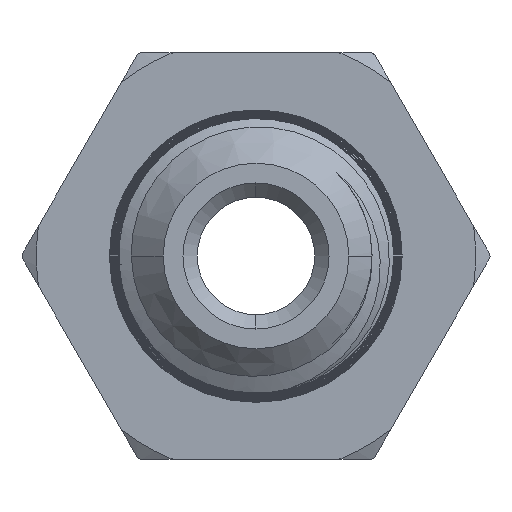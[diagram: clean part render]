
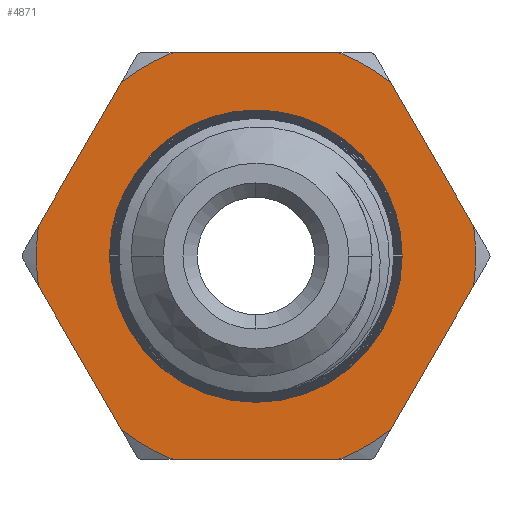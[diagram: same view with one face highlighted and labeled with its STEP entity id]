
A CAD part, left-side view. The second image highlights one B-rep face of the part: STEP entity #4871.
In plain terms, the highlighted planar face has unit normal (-1, 0, 0).
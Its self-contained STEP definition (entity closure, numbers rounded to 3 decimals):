
#285=CARTESIAN_POINT('',(-2.,0.,0.));
#286=DIRECTION('',(-1.,0.,0.));
#287=DIRECTION('',(0.,0.991,0.136));
#288=AXIS2_PLACEMENT_3D('',#285,#286,#287);
#314=CARTESIAN_POINT('',(-2.,0.,0.));
#315=DIRECTION('',(-1.,0.,0.));
#316=DIRECTION('',(0.,-0.991,-0.136));
#317=AXIS2_PLACEMENT_3D('',#314,#315,#316);
#435=CARTESIAN_POINT('',(-2.,0.,0.));
#436=DIRECTION('',(-1.,0.,0.));
#437=DIRECTION('',(0.,1.,0.));
#438=AXIS2_PLACEMENT_3D('',#435,#436,#437);
#440=CARTESIAN_POINT('',(-2.,0.,0.));
#441=DIRECTION('',(1.,0.,0.));
#442=DIRECTION('',(0.,1.,0.));
#443=AXIS2_PLACEMENT_3D('',#440,#441,#442);
#445=DIRECTION('',(0.,0.5,-0.866));
#446=VECTOR('',#445,5.792);
#447=CARTESIAN_POINT('',(-2.,4.701,6.058));
#448=LINE('',#447,#446);
#449=CARTESIAN_POINT('',(-2.,0.,0.));
#450=DIRECTION('',(-1.,0.,0.));
#451=DIRECTION('',(0.,0.378,0.926));
#452=AXIS2_PLACEMENT_3D('',#449,#450,#451);
#454=DIRECTION('',(0.,1.,0.));
#455=VECTOR('',#454,5.792);
#456=CARTESIAN_POINT('',(-2.,-2.896,7.1));
#457=LINE('',#456,#455);
#458=CARTESIAN_POINT('',(-2.,0.,0.));
#459=DIRECTION('',(-1.,0.,0.));
#460=DIRECTION('',(0.,-0.613,0.79));
#461=AXIS2_PLACEMENT_3D('',#458,#459,#460);
#463=DIRECTION('',(0.,0.5,0.866));
#464=VECTOR('',#463,5.792);
#465=CARTESIAN_POINT('',(-2.,-7.597,1.042));
#466=LINE('',#465,#464);
#467=DIRECTION('',(0.,-0.5,0.866));
#468=VECTOR('',#467,5.792);
#469=CARTESIAN_POINT('',(-2.,-4.701,-6.058));
#470=LINE('',#469,#468);
#471=CARTESIAN_POINT('',(-2.,0.,0.));
#472=DIRECTION('',(-1.,0.,0.));
#473=DIRECTION('',(0.,-0.378,-0.926));
#474=AXIS2_PLACEMENT_3D('',#471,#472,#473);
#476=DIRECTION('',(0.,-1.,0.));
#477=VECTOR('',#476,5.792);
#478=CARTESIAN_POINT('',(-2.,2.896,-7.1));
#479=LINE('',#478,#477);
#480=CARTESIAN_POINT('',(-2.,0.,0.));
#481=DIRECTION('',(-1.,0.,0.));
#482=DIRECTION('',(0.,0.613,-0.79));
#483=AXIS2_PLACEMENT_3D('',#480,#481,#482);
#485=DIRECTION('',(0.,-0.5,-0.866));
#486=VECTOR('',#485,5.792);
#487=CARTESIAN_POINT('',(-2.,7.597,-1.042));
#488=LINE('',#487,#486);
#4272=CARTESIAN_POINT('',(-2.,4.701,-6.058));
#4273=CARTESIAN_POINT('',(-2.,2.896,-7.1));
#4274=VERTEX_POINT('',#4272);
#4275=VERTEX_POINT('',#4273);
#4276=CARTESIAN_POINT('',(-2.,-2.896,-7.1));
#4277=CARTESIAN_POINT('',(-2.,-4.701,-6.058));
#4278=VERTEX_POINT('',#4276);
#4279=VERTEX_POINT('',#4277);
#4280=CARTESIAN_POINT('',(-2.,-4.701,6.058));
#4281=CARTESIAN_POINT('',(-2.,-2.896,7.1));
#4282=VERTEX_POINT('',#4280);
#4283=VERTEX_POINT('',#4281);
#4284=CARTESIAN_POINT('',(-2.,2.896,7.1));
#4285=CARTESIAN_POINT('',(-2.,4.701,6.058));
#4286=VERTEX_POINT('',#4284);
#4287=VERTEX_POINT('',#4285);
#4288=CARTESIAN_POINT('',(-2.,-7.597,-1.042));
#4289=VERTEX_POINT('',#4288);
#4290=CARTESIAN_POINT('',(-2.,-7.597,1.042));
#4291=VERTEX_POINT('',#4290);
#4292=CARTESIAN_POINT('',(-2.,7.597,1.042));
#4293=VERTEX_POINT('',#4292);
#4294=CARTESIAN_POINT('',(-2.,7.597,-1.042));
#4295=VERTEX_POINT('',#4294);
#4352=CARTESIAN_POINT('',(-2.,3.894,0.));
#4354=VERTEX_POINT('',#4352);
#4356=CARTESIAN_POINT('',(-2.,-3.894,0.));
#4358=VERTEX_POINT('',#4356);
#4844=CARTESIAN_POINT('',(-2.,0.,0.));
#4845=DIRECTION('',(-1.,0.,0.));
#4846=DIRECTION('',(0.,-1.,0.));
#4847=AXIS2_PLACEMENT_3D('',#4844,#4845,#4846);
#4848=PLANE('',#4847);
#4849=ORIENTED_EDGE('',*,*,#4670,.F.);
#4851=ORIENTED_EDGE('',*,*,#4850,.F.);
#4852=ORIENTED_EDGE('',*,*,#4654,.F.);
#4853=ORIENTED_EDGE('',*,*,#4761,.F.);
#4854=ORIENTED_EDGE('',*,*,#4731,.F.);
#4855=ORIENTED_EDGE('',*,*,#4792,.F.);
#4856=ORIENTED_EDGE('',*,*,#4715,.F.);
#4857=ORIENTED_EDGE('',*,*,#4823,.F.);
#4858=ORIENTED_EDGE('',*,*,#4699,.F.);
#4859=ORIENTED_EDGE('',*,*,#4633,.F.);
#4860=ORIENTED_EDGE('',*,*,#4685,.F.);
#4862=ORIENTED_EDGE('',*,*,#4861,.F.);
#4863=EDGE_LOOP('',(#4849,#4851,#4852,#4853,#4854,#4855,#4856,#4857,#4858,#4859,
#4860,#4862));
#4864=FACE_OUTER_BOUND('',#4863,.F.);
#4866=ORIENTED_EDGE('',*,*,#4865,.T.);
#4868=ORIENTED_EDGE('',*,*,#4867,.F.);
#4869=EDGE_LOOP('',(#4866,#4868));
#4870=FACE_BOUND('',#4869,.F.);
#289=CIRCLE('',#288,7.668);
#318=CIRCLE('',#317,7.668);
#439=CIRCLE('',#438,3.894);
#444=CIRCLE('',#443,3.894);
#453=CIRCLE('',#452,7.668);
#462=CIRCLE('',#461,7.668);
#475=CIRCLE('',#474,7.668);
#484=CIRCLE('',#483,7.668);
#4633=EDGE_CURVE('',#4275,#4278,#479,.T.);
#4654=EDGE_CURVE('',#4286,#4287,#453,.T.);
#4670=EDGE_CURVE('',#4293,#4295,#289,.T.);
#4685=EDGE_CURVE('',#4274,#4275,#484,.T.);
#4699=EDGE_CURVE('',#4278,#4279,#475,.T.);
#4715=EDGE_CURVE('',#4289,#4291,#318,.T.);
#4731=EDGE_CURVE('',#4282,#4283,#462,.T.);
#4761=EDGE_CURVE('',#4283,#4286,#457,.T.);
#4792=EDGE_CURVE('',#4291,#4282,#466,.T.);
#4823=EDGE_CURVE('',#4279,#4289,#470,.T.);
#4850=EDGE_CURVE('',#4287,#4293,#448,.T.);
#4861=EDGE_CURVE('',#4295,#4274,#488,.T.);
#4865=EDGE_CURVE('',#4354,#4358,#439,.T.);
#4867=EDGE_CURVE('',#4354,#4358,#444,.T.);
#4871=ADVANCED_FACE('',(#4864,#4870),#4848,.T.);
